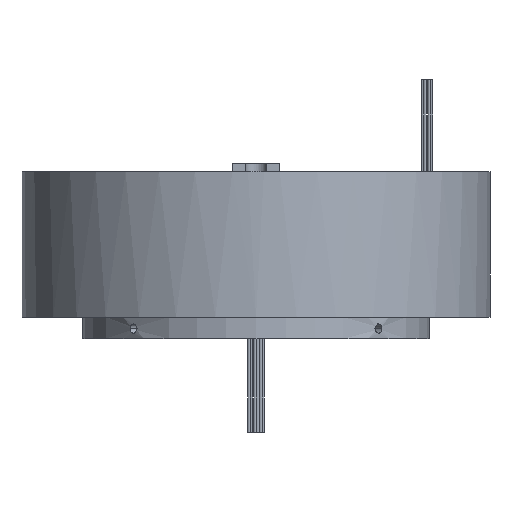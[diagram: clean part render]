
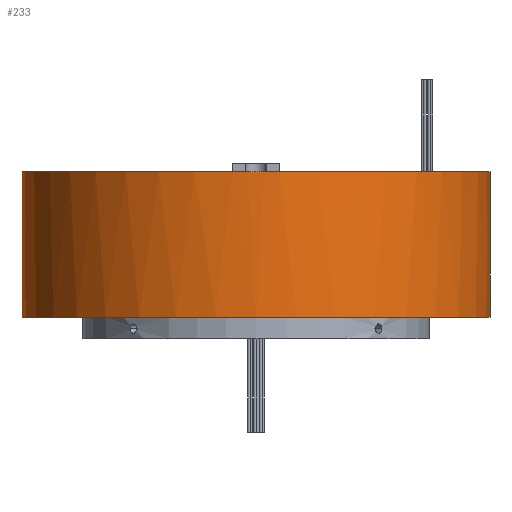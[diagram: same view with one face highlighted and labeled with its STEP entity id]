
A CAD part, front view. The second image highlights one B-rep face of the part: STEP entity #233.
In plain terms, the highlighted cylindrical face has radius 172.5 mm (diameter 345 mm), a partial arc.
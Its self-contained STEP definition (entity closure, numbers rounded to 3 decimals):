
#233=ADVANCED_FACE('',(#437),#355,.T.);
#355=CYLINDRICAL_SURFACE('',#2445,172.5);
#437=FACE_OUTER_BOUND('',#591,.T.);
#591=EDGE_LOOP('',(#1248,#1249,#1250,#1251,#1252,#1253));
#772=LINE('',#3959,#917);
#773=LINE('',#3963,#918);
#917=VECTOR('',#2875,1.);
#918=VECTOR('',#2878,1.);
#1248=ORIENTED_EDGE('',*,*,#1971,.F.);
#1249=ORIENTED_EDGE('',*,*,#2018,.F.);
#1250=ORIENTED_EDGE('',*,*,#2031,.F.);
#1251=ORIENTED_EDGE('',*,*,#1998,.F.);
#1252=ORIENTED_EDGE('',*,*,#1973,.T.);
#1253=ORIENTED_EDGE('',*,*,#2030,.T.);
#1758=VERTEX_POINT('',#3957);
#1760=VERTEX_POINT('',#3960);
#1761=VERTEX_POINT('',#3962);
#1762=VERTEX_POINT('',#3964);
#1775=VERTEX_POINT('',#4067);
#1779=VERTEX_POINT('',#4093);
#1971=EDGE_CURVE('',#1758,#1760,#772,.T.);
#1973=EDGE_CURVE('',#1762,#1761,#773,.T.);
#1998=EDGE_CURVE('',#1762,#1775,#2208,.T.);
#2018=EDGE_CURVE('',#1779,#1758,#2226,.T.);
#2030=EDGE_CURVE('',#1761,#1760,#2235,.T.);
#2031=EDGE_CURVE('',#1775,#1779,#2236,.T.);
#2208=CIRCLE('',#2409,172.5);
#2226=CIRCLE('',#2430,172.5);
#2235=CIRCLE('',#2442,172.5);
#2236=CIRCLE('',#2444,172.5);
#2409=AXIS2_PLACEMENT_3D('',#4066,#2924,#2925);
#2430=AXIS2_PLACEMENT_3D('',#4094,#2968,#2969);
#2442=AXIS2_PLACEMENT_3D('',#4173,#2993,#2994);
#2444=AXIS2_PLACEMENT_3D('',#4175,#2997,#2998);
#2445=AXIS2_PLACEMENT_3D('',#4176,#2999,#3000);
#2875=DIRECTION('',(0.,0.,-1.));
#2878=DIRECTION('',(0.,0.,-1.));
#2924=DIRECTION('',(0.,0.,1.));
#2925=DIRECTION('',(1.,0.,0.));
#2968=DIRECTION('',(0.,0.,1.));
#2969=DIRECTION('',(1.,0.,0.));
#2993=DIRECTION('',(0.,0.,1.));
#2994=DIRECTION('',(1.,0.,0.));
#2997=DIRECTION('',(0.,0.,1.));
#2998=DIRECTION('',(1.,0.,0.));
#2999=DIRECTION('',(0.,0.,-1.));
#3000=DIRECTION('',(1.,0.,0.));
#3957=CARTESIAN_POINT('',(172.5,0.,123.));
#3959=CARTESIAN_POINT('',(172.5,0.,123.));
#3960=CARTESIAN_POINT('',(172.5,0.,16.));
#3962=CARTESIAN_POINT('',(-172.5,0.,16.));
#3963=CARTESIAN_POINT('',(-172.5,0.,123.));
#3964=CARTESIAN_POINT('',(-172.5,0.,123.));
#4066=CARTESIAN_POINT('',(0.,0.,123.));
#4067=CARTESIAN_POINT('',(-17.5,-171.61,123.));
#4093=CARTESIAN_POINT('',(17.5,-171.61,123.));
#4094=CARTESIAN_POINT('',(0.,0.,123.));
#4173=CARTESIAN_POINT('',(0.,0.,16.));
#4175=CARTESIAN_POINT('',(0.,0.,123.));
#4176=CARTESIAN_POINT('',(0.,0.,123.));
